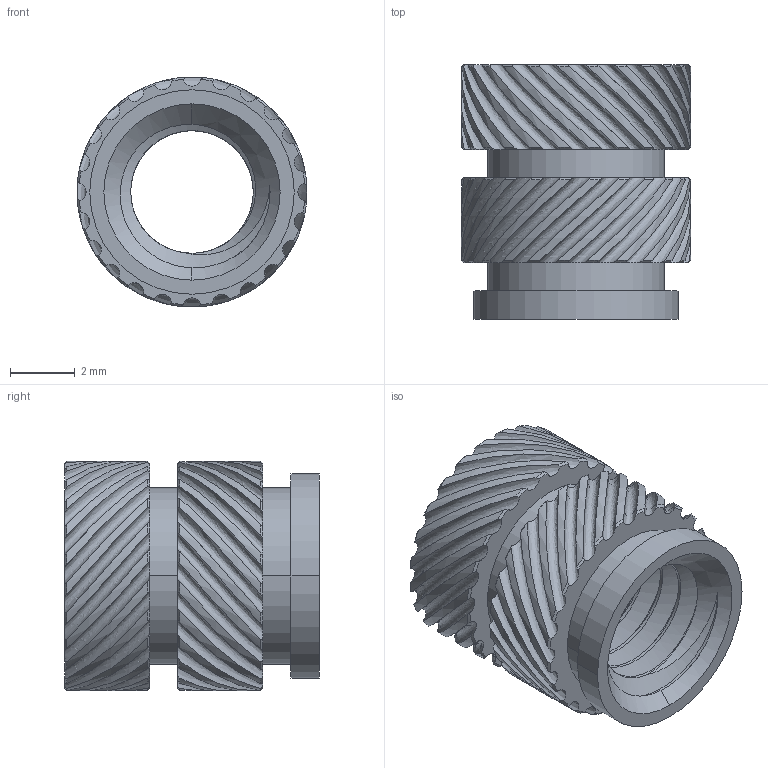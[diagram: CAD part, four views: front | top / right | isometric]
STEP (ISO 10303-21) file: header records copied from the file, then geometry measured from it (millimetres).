
FILE_DESCRIPTION (( 'STEP AP203' ), '1' );
FILE_NAME ('94459A350.STEP', '2018-05-15T13:58:35', ( '' ), ( '' ), 'SwSTEP 2.0', 'SolidWorks 2014', '' );
FILE_SCHEMA (( 'CONFIG_CONTROL_DESIGN' ));
Length unit declared in the file: inch
Products named in the file (1): 94459A350
Bounding box: 7.11 x 7.87 x 7.11 mm (x, y, z)
Volume: 142.2 mm3; surface area: 486.8 mm2
Topology: 1 solids, 1 shells, 238 faces, 699 edges, 467 vertices
Faces by surface type: cone 101, cylinder 80, bspline 51, plane 6
Entity records: 17329 total; most frequent: CARTESIAN_POINT 11835, ORIENTED_EDGE 1398, DIRECTION 930, EDGE_CURVE 699, VERTEX_POINT 467, AXIS2_PLACEMENT_3D 447, CIRCLE 259, EDGE_LOOP 244
